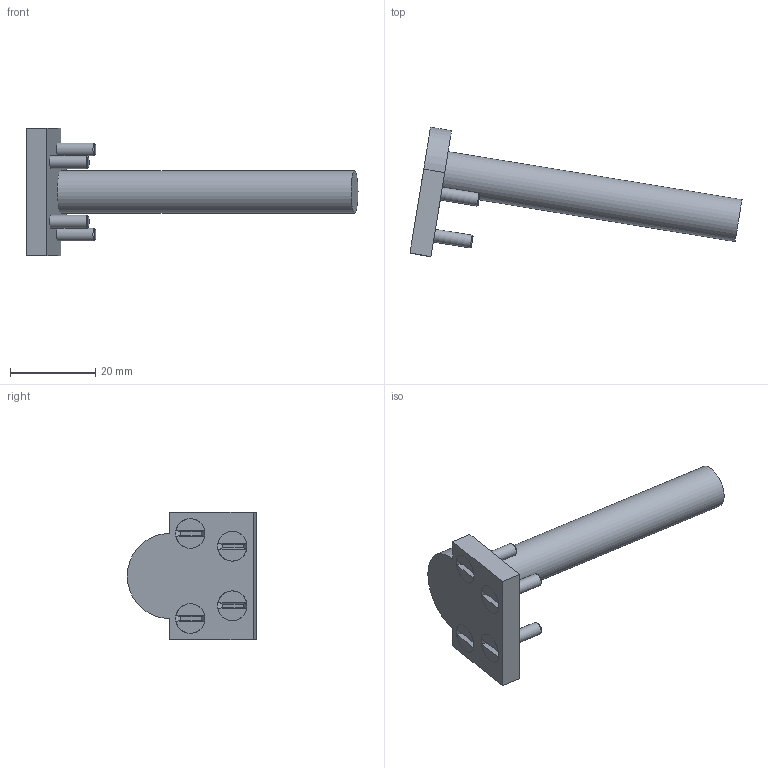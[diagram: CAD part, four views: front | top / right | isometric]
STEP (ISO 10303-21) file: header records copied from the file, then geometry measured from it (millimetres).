
FILE_DESCRIPTION( ('This file contains a STEP AP42 implementation' ,'as created by ZW3D STEP Interface translator.' ,'') ,'2;1' );
FILE_NAME( '啋匼_3_46.stp' ,'251027.114746', (''), ('ZWCAD Software Co.'), 'Version 1.0', 'ZW3D to STEP translator', '' );
FILE_SCHEMA(('AUTOMOTIVE_DESIGN { 1 0 10303 214 1 1 1 1 }'));
Length unit declared in the file: millimetre
Products named in the file (4): 0; 啋匼_3_46; 標撿嘐隅种.ipt; 標撿嘐隅种蹟佪.ipt
Assembly tree (5 placements, depth 2):
  0
  啋匼_3_46
    標撿嘐隅种.ipt
    標撿嘐隅种蹟佪.ipt  x4
Bounding box: 78.05 x 30.41 x 30 mm (x, y, z)
Volume: 9508.7 mm3; surface area: 5196.5 mm2
Topology: 5 solids, 5 shells, 54 faces, 139 edges, 96 vertices
Faces by surface type: plane 32, cone 12, cylinder 10
Full cylindrical faces by diameter (mm): 3 x8, 10 x1
Entity records: 1084 total; most frequent: DIRECTION 192, CARTESIAN_POINT 178, ORIENTED_EDGE 152, AXIS2_PLACEMENT_3D 80, EDGE_CURVE 76, VERTEX_POINT 54, CIRCLE 40, EDGE_LOOP 36
